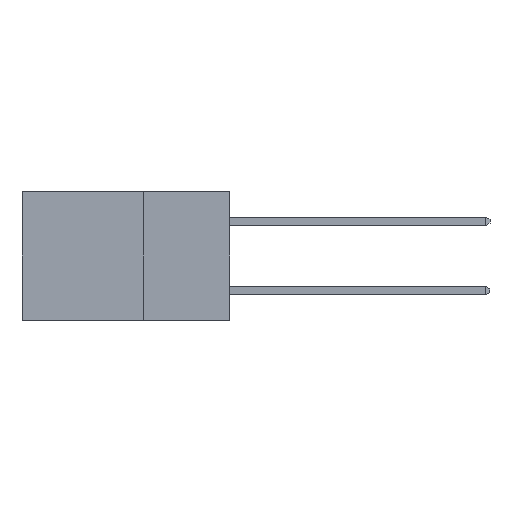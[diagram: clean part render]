
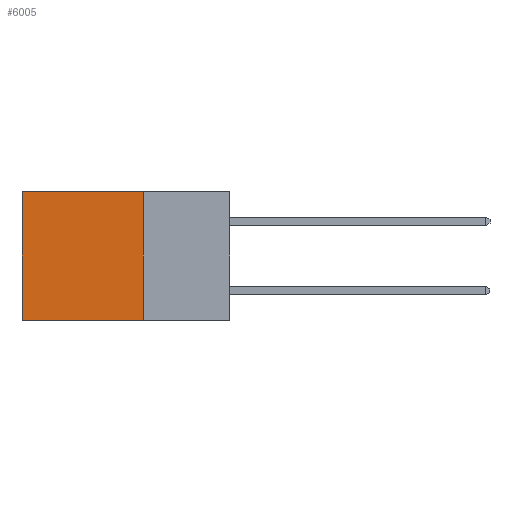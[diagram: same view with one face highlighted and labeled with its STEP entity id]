
A CAD part, left-side view. The second image highlights one B-rep face of the part: STEP entity #6005.
In plain terms, the highlighted planar face has unit normal (-1, 0, 0).
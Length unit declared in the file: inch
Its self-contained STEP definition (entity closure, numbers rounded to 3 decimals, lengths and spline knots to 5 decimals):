
#116 = EDGE_CURVE ( 'NONE', #10909, #3448, #9452, .T. ) ;
#419 = EDGE_LOOP ( 'NONE', ( #7333, #8504, #11878, #6524 ) ) ;
#1179 = VECTOR ( 'NONE', #12335, 39.37008 ) ;
#1350 = CARTESIAN_POINT ( 'NONE',  ( 0.298, 0.25, -0.37 ) ) ;
#2159 = VECTOR ( 'NONE', #8361, 39.37008 ) ;
#2211 = VECTOR ( 'NONE', #9819, 39.37008 ) ;
#2362 = CARTESIAN_POINT ( 'NONE',  ( 0.298, 0.25, 0. ) ) ;
#2469 = CARTESIAN_POINT ( 'NONE',  ( 0.298, 0.6, -0.37 ) ) ;
#2639 = FACE_OUTER_BOUND ( 'NONE', #419, .T. ) ;
#3448 = VERTEX_POINT ( 'NONE', #2469 ) ;
#3744 = CARTESIAN_POINT ( 'NONE',  ( 0.298, 0.25, 0. ) ) ;
#4327 = DIRECTION ( 'NONE',  ( 1., 0., 0. ) ) ;
#4452 = EDGE_CURVE ( 'NONE', #11267, #3448, #4828, .T. ) ;
#4828 = LINE ( 'NONE', #1350, #2211 ) ;
#5475 = CARTESIAN_POINT ( 'NONE',  ( 0.298, 0.25, -0.37 ) ) ;
#6005 = ADVANCED_FACE ( 'NONE', ( #2639 ), #7241, .F. ) ;
#6524 = ORIENTED_EDGE ( 'NONE', *, *, #12555, .T. ) ;
#6892 = VECTOR ( 'NONE', #9850, 39.37008 ) ;
#7241 = PLANE ( 'NONE',  #12571 ) ;
#7326 = CARTESIAN_POINT ( 'NONE',  ( 0.298, 0.25, 0. ) ) ;
#7333 = ORIENTED_EDGE ( 'NONE', *, *, #116, .T. ) ;
#7644 = CARTESIAN_POINT ( 'NONE',  ( 0.298, 0.25, 0. ) ) ;
#7688 = CARTESIAN_POINT ( 'NONE',  ( 0.298, 0.6, 0. ) ) ;
#8361 = DIRECTION ( 'NONE',  ( 0., 0., -1. ) ) ;
#8504 = ORIENTED_EDGE ( 'NONE', *, *, #4452, .F. ) ;
#8922 = VERTEX_POINT ( 'NONE', #3744 ) ;
#9110 = CARTESIAN_POINT ( 'NONE',  ( 0.298, 0.6, 0. ) ) ;
#9452 = LINE ( 'NONE', #9110, #6892 ) ;
#9819 = DIRECTION ( 'NONE',  ( 0., 1., 0. ) ) ;
#9850 = DIRECTION ( 'NONE',  ( 0., 0., -1. ) ) ;
#9932 = LINE ( 'NONE', #7326, #2159 ) ;
#10909 = VERTEX_POINT ( 'NONE', #7688 ) ;
#11088 = DIRECTION ( 'NONE',  ( 0., 0., -1. ) ) ;
#11235 = EDGE_CURVE ( 'NONE', #8922, #11267, #9932, .T. ) ;
#11267 = VERTEX_POINT ( 'NONE', #5475 ) ;
#11786 = LINE ( 'NONE', #7644, #1179 ) ;
#11878 = ORIENTED_EDGE ( 'NONE', *, *, #11235, .F. ) ;
#12335 = DIRECTION ( 'NONE',  ( 0., 1., 0. ) ) ;
#12555 = EDGE_CURVE ( 'NONE', #8922, #10909, #11786, .T. ) ;
#12571 = AXIS2_PLACEMENT_3D ( 'NONE', #2362, #4327, #11088 ) ;
